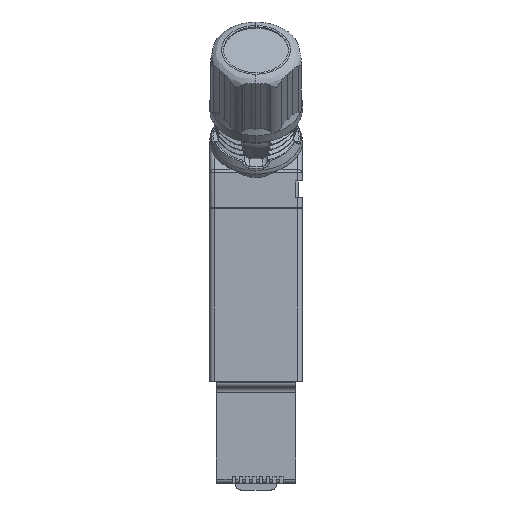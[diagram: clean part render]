
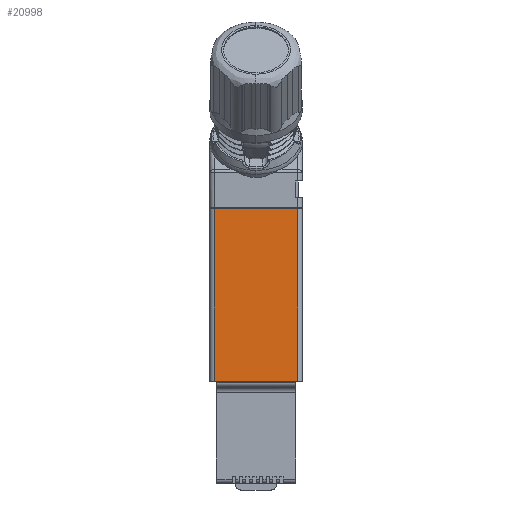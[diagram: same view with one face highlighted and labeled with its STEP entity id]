
A CAD part, front view. The second image highlights one B-rep face of the part: STEP entity #20998.
In plain terms, the highlighted planar face has unit normal (0, -1, 0).
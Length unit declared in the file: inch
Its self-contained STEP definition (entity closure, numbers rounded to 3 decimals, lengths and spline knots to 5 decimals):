
#2994 = EDGE_LOOP ( 'NONE', ( #40313, #62993, #51314, #43447 ) ) ;
#7683 = LINE ( 'NONE', #14375, #55547 ) ;
#7860 = PLANE ( 'NONE',  #12894 ) ;
#12894 = AXIS2_PLACEMENT_3D ( 'NONE', #106949, #53089, #115994 ) ;
#14375 = CARTESIAN_POINT ( 'NONE',  ( -0.26386, -0.1872, 0.14567 ) ) ;
#20998 = ADVANCED_FACE ( 'NONE', ( #31054 ), #7860, .T. ) ;
#25464 = CARTESIAN_POINT ( 'NONE',  ( -0.26386, -0.1872, 0.14567 ) ) ;
#30763 = VERTEX_POINT ( 'NONE', #25464 ) ;
#31054 = FACE_OUTER_BOUND ( 'NONE', #2994, .T. ) ;
#32042 = LINE ( 'NONE', #110964, #79884 ) ;
#40313 = ORIENTED_EDGE ( 'NONE', *, *, #76944, .T. ) ;
#43447 = ORIENTED_EDGE ( 'NONE', *, *, #73308, .T. ) ;
#47920 = CARTESIAN_POINT ( 'NONE',  ( -0.26386, -0.1872, 1.15354 ) ) ;
#50199 = VERTEX_POINT ( 'NONE', #47920 ) ;
#51314 = ORIENTED_EDGE ( 'NONE', *, *, #54501, .T. ) ;
#53089 = DIRECTION ( 'NONE',  ( 0., -1., 0. ) ) ;
#54501 = EDGE_CURVE ( 'NONE', #30763, #75999, #32042, .T. ) ;
#55547 = VECTOR ( 'NONE', #68310, 39.37008 ) ;
#61849 = DIRECTION ( 'NONE',  ( -1., 0., 0. ) ) ;
#62993 = ORIENTED_EDGE ( 'NONE', *, *, #70764, .T. ) ;
#65792 = DIRECTION ( 'NONE',  ( 1., 0., 0. ) ) ;
#66617 = CARTESIAN_POINT ( 'NONE',  ( 0.22039, -0.1872, 0.14567 ) ) ;
#68310 = DIRECTION ( 'NONE',  ( 0., 0., -1. ) ) ;
#70764 = EDGE_CURVE ( 'NONE', #50199, #30763, #7683, .T. ) ;
#71551 = VECTOR ( 'NONE', #61849, 39.37008 ) ;
#73308 = EDGE_CURVE ( 'NONE', #75999, #77061, #76265, .T. ) ;
#74394 = LINE ( 'NONE', #106653, #71551 ) ;
#75999 = VERTEX_POINT ( 'NONE', #89934 ) ;
#76265 = LINE ( 'NONE', #66617, #100106 ) ;
#76944 = EDGE_CURVE ( 'NONE', #77061, #50199, #74394, .T. ) ;
#77061 = VERTEX_POINT ( 'NONE', #80690 ) ;
#79884 = VECTOR ( 'NONE', #65792, 39.37008 ) ;
#80690 = CARTESIAN_POINT ( 'NONE',  ( 0.22039, -0.1872, 1.15354 ) ) ;
#89934 = CARTESIAN_POINT ( 'NONE',  ( 0.22039, -0.1872, 0.14567 ) ) ;
#100106 = VECTOR ( 'NONE', #103549, 39.37008 ) ;
#103549 = DIRECTION ( 'NONE',  ( 0., 0., 1. ) ) ;
#106653 = CARTESIAN_POINT ( 'NONE',  ( 0.24795, -0.1872, 1.15354 ) ) ;
#106949 = CARTESIAN_POINT ( 'NONE',  ( 0.24795, -0.1872, 0.14567 ) ) ;
#110964 = CARTESIAN_POINT ( 'NONE',  ( 0.24795, -0.1872, 0.14567 ) ) ;
#115994 = DIRECTION ( 'NONE',  ( 0., 0., -1. ) ) ;
